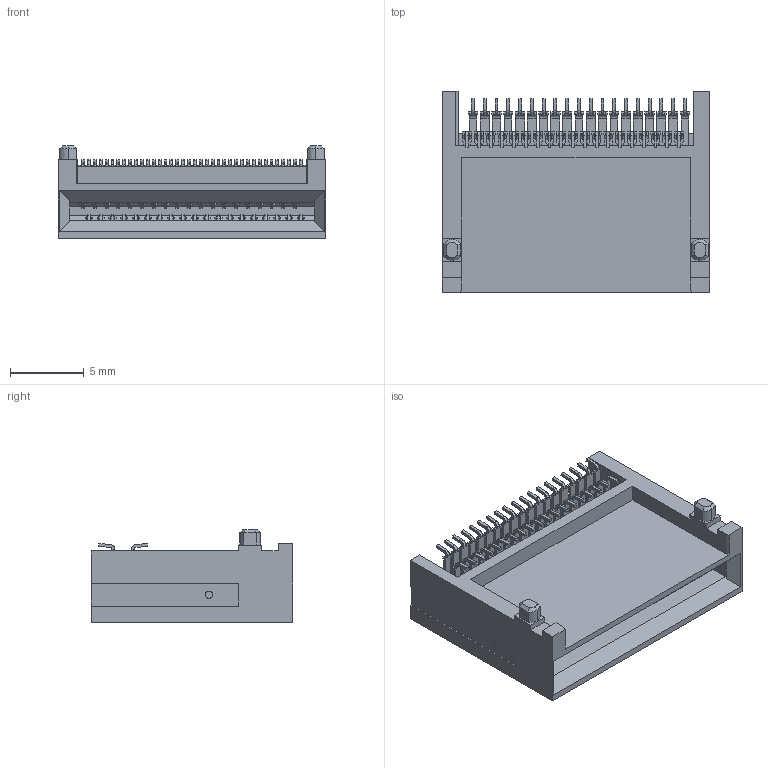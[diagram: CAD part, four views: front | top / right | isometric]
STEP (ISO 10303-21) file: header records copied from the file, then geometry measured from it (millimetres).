
FILE_DESCRIPTION (( 'STEP AP214' ), '1' );
FILE_NAME ('CN120-038-2001-052517----.STEP', '2020-04-16T14:28:16', ( '' ), ( '' ), 'SwSTEP 2.0', 'SolidWorks 2018', '' );
FILE_SCHEMA (( 'AUTOMOTIVE_DESIGN' ));
Length unit declared in the file: millimetre
Products named in the file (2): CN120-038-2001-052517----
Bounding box: 18.2 x 13.69 x 6.3 mm (x, y, z)
Volume: 657.5 mm3; surface area: 1363.1 mm2
Topology: 77 solids, 77 shells, 2203 faces, 6239 edges, 4156 vertices
Faces by surface type: plane 1543, cylinder 654, cone 6
Entity records: 72278 total; most frequent: CARTESIAN_POINT 13678, ORIENTED_EDGE 12478, DIRECTION 11575, EDGE_CURVE 6239, LINE 4689, VECTOR 4689, VERTEX_POINT 4156, AXIS2_PLACEMENT_3D 3443
